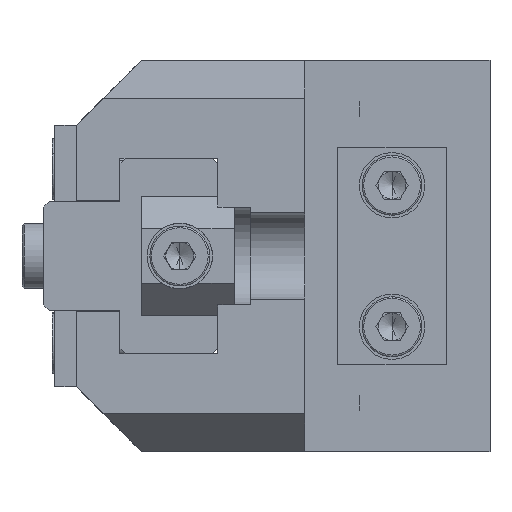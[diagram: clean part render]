
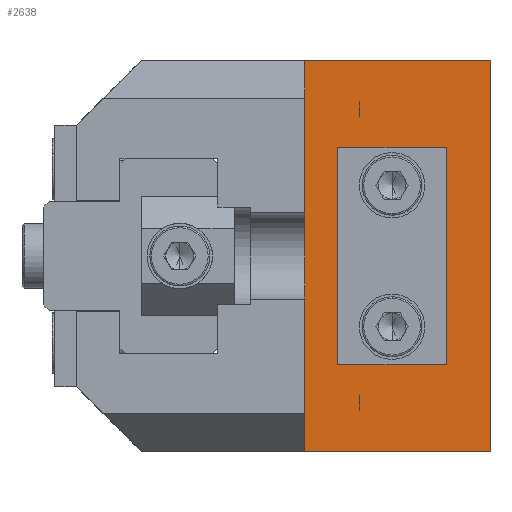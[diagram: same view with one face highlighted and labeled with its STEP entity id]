
A CAD part, left-side view. The second image highlights one B-rep face of the part: STEP entity #2638.
In plain terms, the highlighted planar face has unit normal (-1, 0, 0).
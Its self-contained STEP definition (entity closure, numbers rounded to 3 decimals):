
#1422 = ORIENTED_EDGE ( 'NONE', *, *, #5613, .F. ) ;
#1423 = ORIENTED_EDGE ( 'NONE', *, *, #18266, .F. ) ;
#1424 = ORIENTED_EDGE ( 'NONE', *, *, #5911, .F. ) ;
#1459 = ORIENTED_EDGE ( 'NONE', *, *, #3837, .T. ) ;
#1460 = ORIENTED_EDGE ( 'NONE', *, *, #5773, .F. ) ;
#1461 = ORIENTED_EDGE ( 'NONE', *, *, #18127, .F. ) ;
#1462 = ORIENTED_EDGE ( 'NONE', *, *, #5849, .T. ) ;
#1463 = ORIENTED_EDGE ( 'NONE', *, *, #5568, .F. ) ;
#1464 = ORIENTED_EDGE ( 'NONE', *, *, #5659, .F. ) ;
#1988 = VERTEX_POINT ( 'NONE', #6293 ) ;
#1990 = VERTEX_POINT ( 'NONE', #6295 ) ;
#1995 = VERTEX_POINT ( 'NONE', #6300 ) ;
#1996 = VERTEX_POINT ( 'NONE', #6301 ) ;
#2009 = VERTEX_POINT ( 'NONE', #6314 ) ;
#2312 = VERTEX_POINT ( 'NONE', #6617 ) ;
#2321 = VERTEX_POINT ( 'NONE', #6626 ) ;
#2322 = VERTEX_POINT ( 'NONE', #6627 ) ;
#2431 = VERTEX_POINT ( 'NONE', #6736 ) ;
#2638 = ADVANCED_FACE ( 'NONE', ( #5220, #5210, #5224 ), #6953, .F. ) ;
#3837 = EDGE_CURVE ( 'NONE', #1990, #1996, #8968, .T. ) ;
#3987 = AXIS2_PLACEMENT_3D ( 'NONE', #6954, #6955, #6956 ) ;
#5210 = FACE_BOUND ( 'NONE', #18440, .T. ) ;
#5220 = FACE_BOUND ( 'NONE', #18903, .T. ) ;
#5224 = FACE_OUTER_BOUND ( 'NONE', #18535, .T. ) ;
#5568 = EDGE_CURVE ( 'NONE', #1988, #2009, #12826, .T. ) ;
#5613 = EDGE_CURVE ( 'NONE', #2312, #2431, #12897, .T. ) ;
#5659 = EDGE_CURVE ( 'NONE', #1990, #1988, #13023, .T. ) ;
#5773 = EDGE_CURVE ( 'NONE', #1995, #1996, #13414, .T. ) ;
#5849 = EDGE_CURVE ( 'NONE', #1995, #2009, #13660, .T. ) ;
#5911 = EDGE_CURVE ( 'NONE', #2322, #2321, #13902, .T. ) ;
#6293 = CARTESIAN_POINT ( 'NONE',  ( -26., -2., 0. ) ) ;
#6295 = CARTESIAN_POINT ( 'NONE',  ( -26., -2., -17.964 ) ) ;
#6300 = CARTESIAN_POINT ( 'NONE',  ( -26., -19., 17.964 ) ) ;
#6301 = CARTESIAN_POINT ( 'NONE',  ( -26., -19., -17.964 ) ) ;
#6314 = CARTESIAN_POINT ( 'NONE',  ( -26., -2., 17.964 ) ) ;
#6617 = CARTESIAN_POINT ( 'NONE',  ( -26., -10., 7.75 ) ) ;
#6626 = CARTESIAN_POINT ( 'NONE',  ( -26., -10., -7.75 ) ) ;
#6627 = CARTESIAN_POINT ( 'NONE',  ( -26., -10., -5.25 ) ) ;
#6736 = CARTESIAN_POINT ( 'NONE',  ( -26., -10., 5.25 ) ) ;
#6953 = PLANE ( 'NONE',  #3987 ) ;
#6954 = CARTESIAN_POINT ( 'NONE',  ( -26., -2., -18. ) ) ;
#6955 = DIRECTION ( 'NONE',  ( 1., 0., 0. ) ) ;
#6956 = DIRECTION ( 'NONE',  ( 0., 1., 0. ) ) ;
#8961 = VECTOR ( 'NONE', #12122, 1000. ) ;
#8968 = LINE ( 'NONE', #12115, #8961 ) ;
#12115 = CARTESIAN_POINT ( 'NONE',  ( -26., 19., -17.964 ) ) ;
#12122 = DIRECTION ( 'NONE',  ( 0., -1., 0. ) ) ;
#12605 = CARTESIAN_POINT ( 'NONE',  ( -26., -2., -18. ) ) ;
#12612 = DIRECTION ( 'NONE',  ( 0., 0., 1. ) ) ;
#12819 = VECTOR ( 'NONE', #12612, 1000. ) ;
#12826 = LINE ( 'NONE', #12605, #12819 ) ;
#12897 = CIRCLE ( 'NONE', #14358, 1.25 ) ;
#13023 = LINE ( 'NONE', #14947, #13025 ) ;
#13025 = VECTOR ( 'NONE', #14948, 1000. ) ;
#13407 = VECTOR ( 'NONE', #15335, 1000. ) ;
#13414 = LINE ( 'NONE', #15334, #13407 ) ;
#13650 = VECTOR ( 'NONE', #15611, 1000. ) ;
#13660 = LINE ( 'NONE', #15610, #13650 ) ;
#13902 = CIRCLE ( 'NONE', #14465, 1.25 ) ;
#14310 = CIRCLE ( 'NONE', #14537, 1.25 ) ;
#14358 = AXIS2_PLACEMENT_3D ( 'NONE', #14807, #14809, #14810 ) ;
#14465 = AXIS2_PLACEMENT_3D ( 'NONE', #15780, #15781, #15782 ) ;
#14537 = AXIS2_PLACEMENT_3D ( 'NONE', #16303, #16306, #16307 ) ;
#14587 = AXIS2_PLACEMENT_3D ( 'NONE', #17381, #17406, #17407 ) ;
#14807 = CARTESIAN_POINT ( 'NONE',  ( -26., -10., 6.5 ) ) ;
#14809 = DIRECTION ( 'NONE',  ( -1., 0., 0. ) ) ;
#14810 = DIRECTION ( 'NONE',  ( 0., 0., 1. ) ) ;
#14947 = CARTESIAN_POINT ( 'NONE',  ( -26., -2., -18. ) ) ;
#14948 = DIRECTION ( 'NONE',  ( 0., 0., 1. ) ) ;
#15334 = CARTESIAN_POINT ( 'NONE',  ( -26., -19., 18. ) ) ;
#15335 = DIRECTION ( 'NONE',  ( 0., 0., -1. ) ) ;
#15610 = CARTESIAN_POINT ( 'NONE',  ( -26., 19., 17.964 ) ) ;
#15611 = DIRECTION ( 'NONE',  ( 0., 1., 0. ) ) ;
#15780 = CARTESIAN_POINT ( 'NONE',  ( -26., -10., -6.5 ) ) ;
#15781 = DIRECTION ( 'NONE',  ( -1., 0., 0. ) ) ;
#15782 = DIRECTION ( 'NONE',  ( 0., 0., 1. ) ) ;
#16303 = CARTESIAN_POINT ( 'NONE',  ( -26., -10., -6.5 ) ) ;
#16306 = DIRECTION ( 'NONE',  ( -1., 0., 0. ) ) ;
#16307 = DIRECTION ( 'NONE',  ( 0., 0., 1. ) ) ;
#16928 = CIRCLE ( 'NONE', #14587, 1.25 ) ;
#17381 = CARTESIAN_POINT ( 'NONE',  ( -26., -10., 6.5 ) ) ;
#17406 = DIRECTION ( 'NONE',  ( -1., 0., 0. ) ) ;
#17407 = DIRECTION ( 'NONE',  ( 0., 0., 1. ) ) ;
#18127 = EDGE_CURVE ( 'NONE', #2321, #2322, #14310, .T. ) ;
#18266 = EDGE_CURVE ( 'NONE', #2431, #2312, #16928, .T. ) ;
#18440 = EDGE_LOOP ( 'NONE', ( #1424, #1461 ) ) ;
#18535 = EDGE_LOOP ( 'NONE', ( #1459, #1460, #1462, #1463, #1464 ) ) ;
#18903 = EDGE_LOOP ( 'NONE', ( #1422, #1423 ) ) ;
